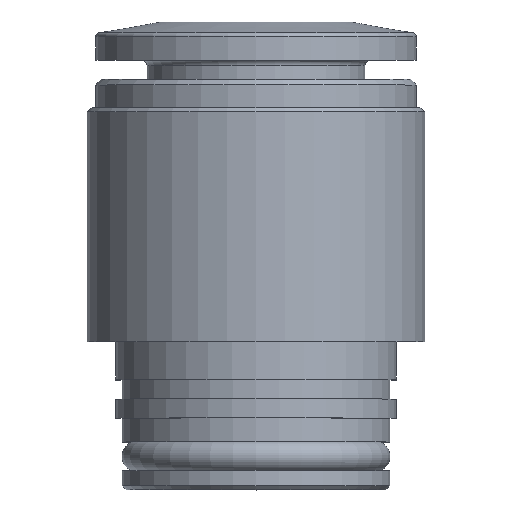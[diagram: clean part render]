
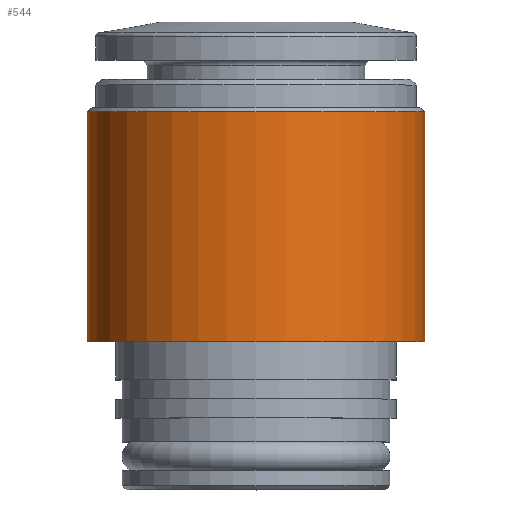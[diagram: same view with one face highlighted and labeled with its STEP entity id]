
A CAD part, top view. The second image highlights one B-rep face of the part: STEP entity #544.
In plain terms, the highlighted cylindrical face has radius 8.85 mm (diameter 17.7 mm), a full revolution.
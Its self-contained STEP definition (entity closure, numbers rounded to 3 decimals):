
#34=CYLINDRICAL_SURFACE('',#591,8.85);
#68=ORIENTED_EDGE('',*,*,#118,.F.);
#69=ORIENTED_EDGE('',*,*,#117,.T.);
#117=EDGE_CURVE('',#147,#147,#177,.T.);
#118=EDGE_CURVE('',#148,#148,#178,.T.);
#147=VERTEX_POINT('',#785);
#148=VERTEX_POINT('',#788);
#177=CIRCLE('',#590,8.85);
#178=CIRCLE('',#592,8.85);
#218=EDGE_LOOP('',(#68));
#219=EDGE_LOOP('',(#69));
#278=FACE_BOUND('',#218,.T.);
#279=FACE_BOUND('',#219,.T.);
#544=ADVANCED_FACE('',(#278,#279),#34,.T.);
#590=AXIS2_PLACEMENT_3D('',#784,#674,#675);
#591=AXIS2_PLACEMENT_3D('',#786,#676,#677);
#592=AXIS2_PLACEMENT_3D('',#787,#678,#679);
#674=DIRECTION('',(0.,-1.,0.));
#675=DIRECTION('',(0.,0.,-1.));
#676=DIRECTION('',(0.,-1.,0.));
#677=DIRECTION('',(0.,0.,-1.));
#678=DIRECTION('',(0.,-1.,0.));
#679=DIRECTION('',(0.,0.,-1.));
#784=CARTESIAN_POINT('',(0.,12.05,0.));
#785=CARTESIAN_POINT('',(0.,12.05,-8.85));
#786=CARTESIAN_POINT('',(0.,-7.75,0.));
#787=CARTESIAN_POINT('',(0.,0.,0.));
#788=CARTESIAN_POINT('',(0.,0.,-8.85));
